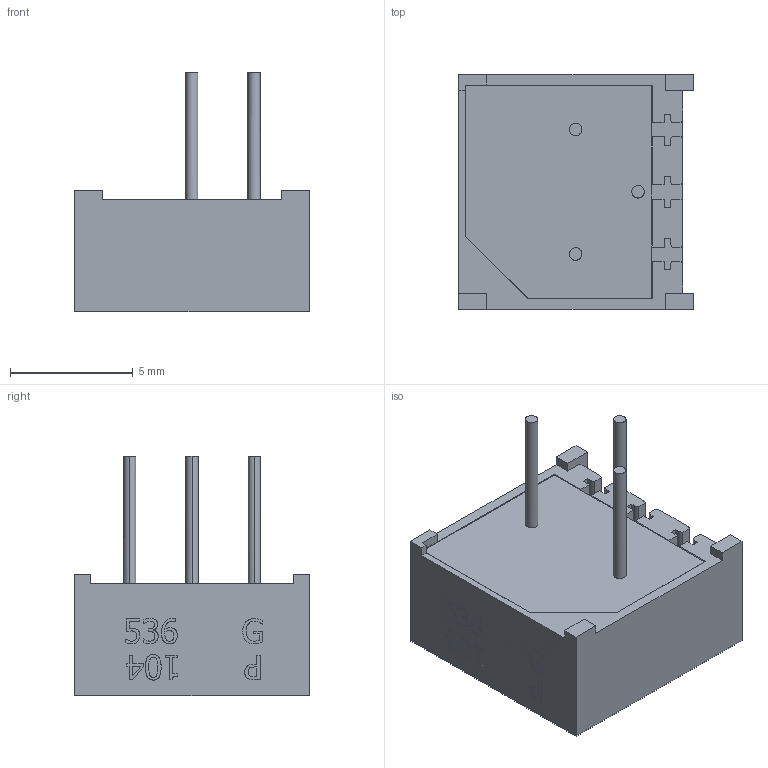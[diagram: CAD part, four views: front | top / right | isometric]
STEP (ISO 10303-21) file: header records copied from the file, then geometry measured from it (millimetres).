
FILE_DESCRIPTION (( 'STEP AP214' ), '1' );
FILE_NAME ('RV3386.STEP', '2022-12-01T03:25:26', ( '' ), ( '' ), 'SwSTEP 2.0', 'SolidWorks 2022', '' );
FILE_SCHEMA (( 'AUTOMOTIVE_DESIGN' ));
Length unit declared in the file: millimetre
Products named in the file (1): RV3386
Bounding box: 9.58 x 9.58 x 9.79 mm (x, y, z)
Volume: 380 mm3; surface area: 559.2 mm2
Topology: 1 solids, 1 shells, 768 faces, 2127 edges, 1421 vertices
Faces by surface type: plane 416, bspline 294, cylinder 46, cone 8, torus 4
Entity records: 35560 total; most frequent: CARTESIAN_POINT 9956, ORIENTED_EDGE 4254, DIRECTION 2245, EDGE_CURVE 2127, VERTEX_POINT 1421, LINE 1251, VECTOR 1251, B_SPLINE_CURVE_WITH_KNOTS 854
